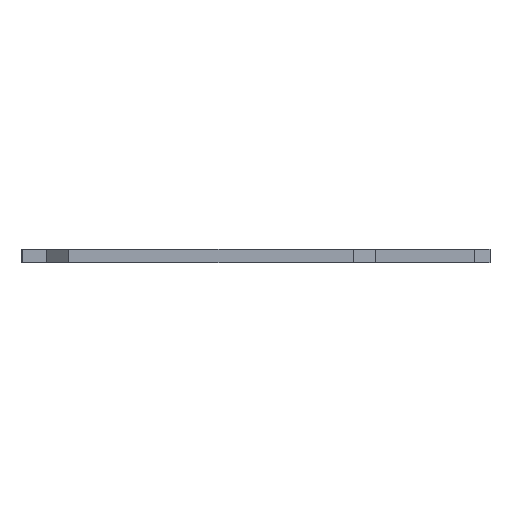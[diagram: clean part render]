
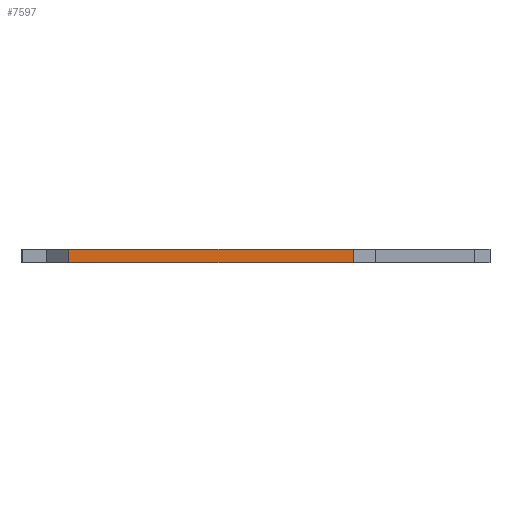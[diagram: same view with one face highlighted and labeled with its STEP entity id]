
A CAD part, left-side view. The second image highlights one B-rep face of the part: STEP entity #7597.
In plain terms, the highlighted planar face has unit normal (-1, -0.001, 0).
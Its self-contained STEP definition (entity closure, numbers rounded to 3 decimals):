
#83 = PLANE('',#84);
#84 = AXIS2_PLACEMENT_3D('',#85,#86,#87);
#85 = CARTESIAN_POINT('',(114.897,-91.105,1.6));
#86 = DIRECTION('',(-0.,-0.,-1.));
#87 = DIRECTION('',(-1.,0.,0.));
#137 = PLANE('',#138);
#138 = AXIS2_PLACEMENT_3D('',#139,#140,#141);
#139 = CARTESIAN_POINT('',(114.897,-91.105,0.));
#140 = DIRECTION('',(-0.,-0.,-1.));
#141 = DIRECTION('',(-1.,0.,0.));
#386 = VERTEX_POINT('',#387);
#387 = CARTESIAN_POINT('',(76.835,-102.21,0.));
#401 = PLANE('',#402);
#402 = AXIS2_PLACEMENT_3D('',#403,#404,#405);
#403 = CARTESIAN_POINT('',(79.375,-104.75,0.));
#404 = DIRECTION('',(-0.707,-0.707,0.));
#405 = DIRECTION('',(-0.707,0.707,0.));
#413 = EDGE_CURVE('',#386,#414,#416,.T.);
#414 = VERTEX_POINT('',#415);
#415 = CARTESIAN_POINT('',(76.81,-69.367,0.));
#416 = SURFACE_CURVE('',#417,(#421,#428),.PCURVE_S1.);
#417 = LINE('',#418,#419);
#418 = CARTESIAN_POINT('',(76.835,-102.21,0.));
#419 = VECTOR('',#420,1.);
#420 = DIRECTION('',(-0.001,1.,0.));
#421 = PCURVE('',#137,#422);
#422 = DEFINITIONAL_REPRESENTATION('',(#423),#427);
#423 = LINE('',#424,#425);
#424 = CARTESIAN_POINT('',(38.062,-11.105));
#425 = VECTOR('',#426,1.);
#426 = DIRECTION('',(0.001,1.));
#427 = ( GEOMETRIC_REPRESENTATION_CONTEXT(2) 
PARAMETRIC_REPRESENTATION_CONTEXT() REPRESENTATION_CONTEXT('2D SPACE',''
  ) );
#428 = PCURVE('',#429,#434);
#429 = PLANE('',#430);
#430 = AXIS2_PLACEMENT_3D('',#431,#432,#433);
#431 = CARTESIAN_POINT('',(76.835,-102.21,0.));
#432 = DIRECTION('',(-1.,-0.001,0.));
#433 = DIRECTION('',(-0.001,1.,0.));
#434 = DEFINITIONAL_REPRESENTATION('',(#435),#439);
#435 = LINE('',#436,#437);
#436 = CARTESIAN_POINT('',(0.,0.));
#437 = VECTOR('',#438,1.);
#438 = DIRECTION('',(1.,0.));
#439 = ( GEOMETRIC_REPRESENTATION_CONTEXT(2) 
PARAMETRIC_REPRESENTATION_CONTEXT() REPRESENTATION_CONTEXT('2D SPACE',''
  ) );
#457 = PLANE('',#458);
#458 = AXIS2_PLACEMENT_3D('',#459,#460,#461);
#459 = CARTESIAN_POINT('',(76.81,-69.367,0.));
#460 = DIRECTION('',(-0.707,0.707,0.));
#461 = DIRECTION('',(0.707,0.707,0.));
#4178 = VERTEX_POINT('',#4179);
#4179 = CARTESIAN_POINT('',(76.835,-102.21,1.6));
#4200 = EDGE_CURVE('',#4178,#4201,#4203,.T.);
#4201 = VERTEX_POINT('',#4202);
#4202 = CARTESIAN_POINT('',(76.81,-69.367,1.6));
#4203 = SURFACE_CURVE('',#4204,(#4208,#4215),.PCURVE_S1.);
#4204 = LINE('',#4205,#4206);
#4205 = CARTESIAN_POINT('',(76.835,-102.21,1.6));
#4206 = VECTOR('',#4207,1.);
#4207 = DIRECTION('',(-0.001,1.,0.));
#4208 = PCURVE('',#83,#4209);
#4209 = DEFINITIONAL_REPRESENTATION('',(#4210),#4214);
#4210 = LINE('',#4211,#4212);
#4211 = CARTESIAN_POINT('',(38.062,-11.105));
#4212 = VECTOR('',#4213,1.);
#4213 = DIRECTION('',(0.001,1.));
#4214 = ( GEOMETRIC_REPRESENTATION_CONTEXT(2) 
PARAMETRIC_REPRESENTATION_CONTEXT() REPRESENTATION_CONTEXT('2D SPACE',''
  ) );
#4215 = PCURVE('',#429,#4216);
#4216 = DEFINITIONAL_REPRESENTATION('',(#4217),#4221);
#4217 = LINE('',#4218,#4219);
#4218 = CARTESIAN_POINT('',(0.,-1.6));
#4219 = VECTOR('',#4220,1.);
#4220 = DIRECTION('',(1.,0.));
#4221 = ( GEOMETRIC_REPRESENTATION_CONTEXT(2) 
PARAMETRIC_REPRESENTATION_CONTEXT() REPRESENTATION_CONTEXT('2D SPACE',''
  ) );
#7549 = EDGE_CURVE('',#386,#4178,#7550,.T.);
#7550 = SURFACE_CURVE('',#7551,(#7555,#7562),.PCURVE_S1.);
#7551 = LINE('',#7552,#7553);
#7552 = CARTESIAN_POINT('',(76.835,-102.21,0.));
#7553 = VECTOR('',#7554,1.);
#7554 = DIRECTION('',(0.,0.,1.));
#7555 = PCURVE('',#401,#7556);
#7556 = DEFINITIONAL_REPRESENTATION('',(#7557),#7561);
#7557 = LINE('',#7558,#7559);
#7558 = CARTESIAN_POINT('',(3.592,0.));
#7559 = VECTOR('',#7560,1.);
#7560 = DIRECTION('',(0.,-1.));
#7561 = ( GEOMETRIC_REPRESENTATION_CONTEXT(2) 
PARAMETRIC_REPRESENTATION_CONTEXT() REPRESENTATION_CONTEXT('2D SPACE',''
  ) );
#7562 = PCURVE('',#429,#7563);
#7563 = DEFINITIONAL_REPRESENTATION('',(#7564),#7568);
#7564 = LINE('',#7565,#7566);
#7565 = CARTESIAN_POINT('',(0.,0.));
#7566 = VECTOR('',#7567,1.);
#7567 = DIRECTION('',(0.,-1.));
#7568 = ( GEOMETRIC_REPRESENTATION_CONTEXT(2) 
PARAMETRIC_REPRESENTATION_CONTEXT() REPRESENTATION_CONTEXT('2D SPACE',''
  ) );
#7597 = ADVANCED_FACE('',(#7598),#429,.T.);
#7598 = FACE_BOUND('',#7599,.T.);
#7599 = EDGE_LOOP('',(#7600,#7601,#7602,#7623));
#7600 = ORIENTED_EDGE('',*,*,#7549,.T.);
#7601 = ORIENTED_EDGE('',*,*,#4200,.T.);
#7602 = ORIENTED_EDGE('',*,*,#7603,.F.);
#7603 = EDGE_CURVE('',#414,#4201,#7604,.T.);
#7604 = SURFACE_CURVE('',#7605,(#7609,#7616),.PCURVE_S1.);
#7605 = LINE('',#7606,#7607);
#7606 = CARTESIAN_POINT('',(76.81,-69.367,0.));
#7607 = VECTOR('',#7608,1.);
#7608 = DIRECTION('',(0.,0.,1.));
#7609 = PCURVE('',#429,#7610);
#7610 = DEFINITIONAL_REPRESENTATION('',(#7611),#7615);
#7611 = LINE('',#7612,#7613);
#7612 = CARTESIAN_POINT('',(32.842,0.));
#7613 = VECTOR('',#7614,1.);
#7614 = DIRECTION('',(0.,-1.));
#7615 = ( GEOMETRIC_REPRESENTATION_CONTEXT(2) 
PARAMETRIC_REPRESENTATION_CONTEXT() REPRESENTATION_CONTEXT('2D SPACE',''
  ) );
#7616 = PCURVE('',#457,#7617);
#7617 = DEFINITIONAL_REPRESENTATION('',(#7618),#7622);
#7618 = LINE('',#7619,#7620);
#7619 = CARTESIAN_POINT('',(0.,0.));
#7620 = VECTOR('',#7621,1.);
#7621 = DIRECTION('',(0.,-1.));
#7622 = ( GEOMETRIC_REPRESENTATION_CONTEXT(2) 
PARAMETRIC_REPRESENTATION_CONTEXT() REPRESENTATION_CONTEXT('2D SPACE',''
  ) );
#7623 = ORIENTED_EDGE('',*,*,#413,.F.);
